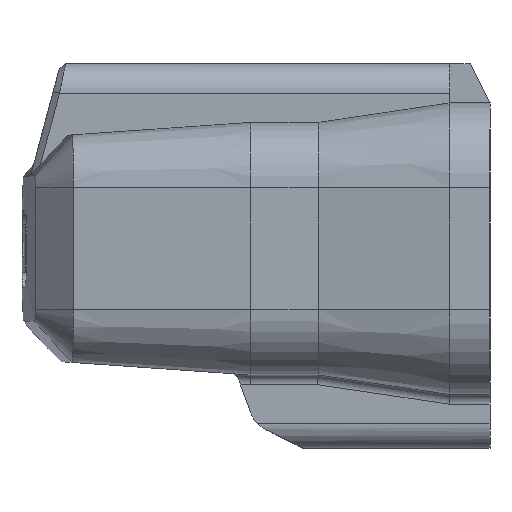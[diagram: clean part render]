
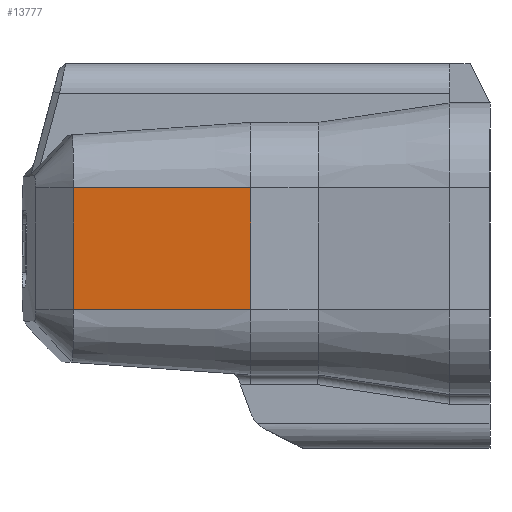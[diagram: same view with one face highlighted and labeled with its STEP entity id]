
A CAD part, left-side view. The second image highlights one B-rep face of the part: STEP entity #13777.
In plain terms, the highlighted planar face has unit normal (-0.998, 0.07, 0).
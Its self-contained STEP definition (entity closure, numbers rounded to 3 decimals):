
#1310=DIRECTION('',(-0.07,-0.998,0.));
#1311=VECTOR('',#1310,18.209);
#1312=CARTESIAN_POINT('',(-27.45,19.031,
-6.3));
#1313=LINE('',#1312,#1311);
#2371=CARTESIAN_POINT('',(-27.45,19.031,6.2));
#2382=DIRECTION('',(0.07,0.998,0.));
#2383=VECTOR('',#2382,18.209);
#2384=CARTESIAN_POINT('',(-28.72,0.866,6.2));
#2385=LINE('',#2384,#2383);
#2979=DIRECTION('',(0.,0.,-1.));
#2980=VECTOR('',#2979,12.5);
#2981=CARTESIAN_POINT('',(-27.45,19.031,6.2));
#2982=LINE('',#2981,#2980);
#2983=DIRECTION('',(0.,0.,-1.));
#2984=VECTOR('',#2983,12.5);
#2985=CARTESIAN_POINT('',(-28.72,0.866,6.2));
#2986=LINE('',#2985,#2984);
#8904=CARTESIAN_POINT('',(-28.72,0.866,6.2));
#8905=VERTEX_POINT('',#8904);
#8918=CARTESIAN_POINT('',(-28.72,0.866,-6.3));
#8919=VERTEX_POINT('',#8918);
#8956=VERTEX_POINT('',#2371);
#8958=CARTESIAN_POINT('',(-27.45,19.031,
-6.3));
#8959=VERTEX_POINT('',#8958);
#13765=CARTESIAN_POINT('',(-28.72,0.866,6.2));
#13766=DIRECTION('',(-0.998,0.07,0.));
#13767=DIRECTION('',(0.07,0.998,0.));
#13768=AXIS2_PLACEMENT_3D('',#13765,#13766,#13767);
#13769=PLANE('',#13768);
#13771=ORIENTED_EDGE('',*,*,#13770,.F.);
#13772=ORIENTED_EDGE('',*,*,#12950,.F.);
#13773=ORIENTED_EDGE('',*,*,#11593,.T.);
#13774=ORIENTED_EDGE('',*,*,#11618,.F.);
#13775=EDGE_LOOP('',(#13771,#13772,#13773,#13774));
#13776=FACE_OUTER_BOUND('',#13775,.F.);
#13777=ADVANCED_FACE('',(#13776),#13769,.T.);
#11593=EDGE_CURVE('',#8905,#8919,#2986,.T.);
#11618=EDGE_CURVE('',#8959,#8919,#1313,.T.);
#12950=EDGE_CURVE('',#8905,#8956,#2385,.T.);
#13770=EDGE_CURVE('',#8956,#8959,#2982,.T.);
